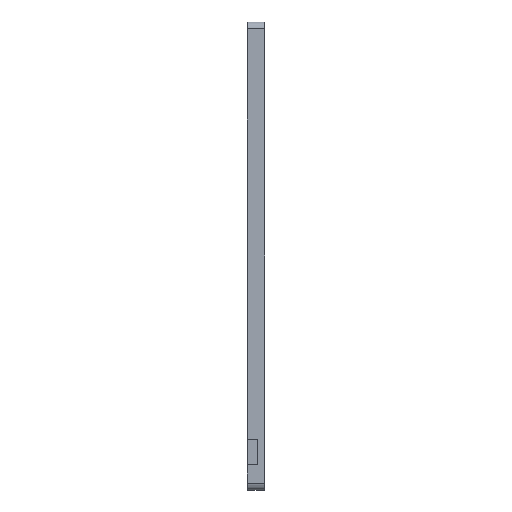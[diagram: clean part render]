
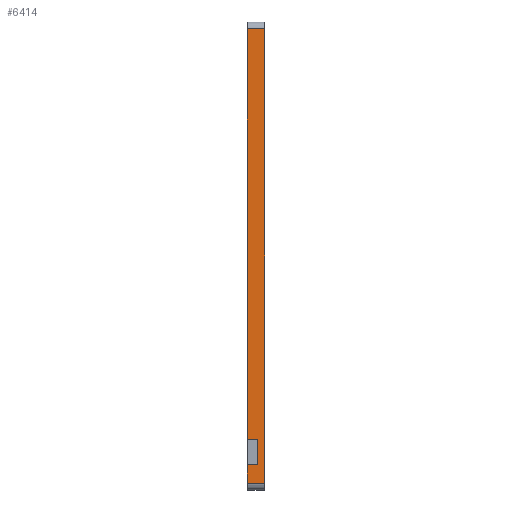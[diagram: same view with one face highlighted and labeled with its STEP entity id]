
A CAD part, left-side view. The second image highlights one B-rep face of the part: STEP entity #6414.
In plain terms, the highlighted planar face has unit normal (-1, 0, 0).
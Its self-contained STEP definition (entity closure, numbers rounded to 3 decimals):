
#1091=FACE_OUTER_BOUND('',#1458,.T.);
#1458=EDGE_LOOP('',(#5792,#5793,#5794,#5795,#5796,#5797,#5798,#5799));
#1472=LINE('',#8746,#2033);
#1478=LINE('',#8758,#2039);
#1480=LINE('',#8761,#2041);
#1486=LINE('',#8773,#2047);
#1490=LINE('',#8788,#2051);
#1614=LINE('',#9670,#2175);
#2017=LINE('',#10953,#2578);
#2018=LINE('',#10957,#2579);
#2033=VECTOR('',#7028,10.);
#2039=VECTOR('',#7036,10.);
#2041=VECTOR('',#7040,10.);
#2047=VECTOR('',#7048,10.);
#2051=VECTOR('',#7060,10.);
#2175=VECTOR('',#7268,10.);
#2578=VECTOR('',#8667,10.);
#2579=VECTOR('',#8674,10.);
#2593=VERTEX_POINT('',#8742);
#2595=VERTEX_POINT('',#8745);
#2598=VERTEX_POINT('',#8752);
#2600=VERTEX_POINT('',#8756);
#2605=VERTEX_POINT('',#8772);
#2612=VERTEX_POINT('',#8786);
#2746=VERTEX_POINT('',#9656);
#2752=VERTEX_POINT('',#9668);
#3146=EDGE_CURVE('',#2595,#2593,#1472,.T.);
#3152=EDGE_CURVE('',#2598,#2600,#1478,.T.);
#3154=EDGE_CURVE('',#2600,#2595,#1480,.T.);
#3160=EDGE_CURVE('',#2605,#2598,#1486,.T.);
#3168=EDGE_CURVE('',#2593,#2612,#1490,.T.);
#3372=EDGE_CURVE('',#2752,#2746,#1614,.T.);
#4015=EDGE_CURVE('',#2746,#2612,#2017,.T.);
#4016=EDGE_CURVE('',#2605,#2752,#2018,.T.);
#5792=ORIENTED_EDGE('',*,*,#3146,.T.);
#5793=ORIENTED_EDGE('',*,*,#3168,.T.);
#5794=ORIENTED_EDGE('',*,*,#4015,.F.);
#5795=ORIENTED_EDGE('',*,*,#3372,.F.);
#5796=ORIENTED_EDGE('',*,*,#4016,.F.);
#5797=ORIENTED_EDGE('',*,*,#3160,.T.);
#5798=ORIENTED_EDGE('',*,*,#3152,.T.);
#5799=ORIENTED_EDGE('',*,*,#3154,.T.);
#6065=PLANE('',#7010);
#6414=ADVANCED_FACE('',(#1091),#6065,.T.);
#7010=AXIS2_PLACEMENT_3D('',#10986,#8710,#8711);
#7028=DIRECTION('',(0.,1.,0.));
#7036=DIRECTION('',(0.,-1.,0.));
#7040=DIRECTION('',(0.,0.,-1.));
#7048=DIRECTION('',(0.,0.,-1.));
#7060=DIRECTION('',(0.,0.,-1.));
#7268=DIRECTION('',(0.,0.,-1.));
#8667=DIRECTION('',(0.,1.,0.));
#8674=DIRECTION('',(0.,-1.,0.));
#8710=DIRECTION('center_axis',(-1.,0.,0.));
#8711=DIRECTION('ref_axis',(0.,0.,1.));
#8742=CARTESIAN_POINT('',(-110.47,13.,-310.43));
#8745=CARTESIAN_POINT('',(-110.47,5.5,-310.43));
#8746=CARTESIAN_POINT('',(-110.47,6.5,-310.43));
#8752=CARTESIAN_POINT('',(-110.47,13.,-291.93));
#8756=CARTESIAN_POINT('',(-110.47,5.5,-291.93));
#8758=CARTESIAN_POINT('',(-110.47,6.5,-291.93));
#8761=CARTESIAN_POINT('',(-110.47,5.5,-313.48));
#8772=CARTESIAN_POINT('',(-110.47,13.,8.));
#8773=CARTESIAN_POINT('',(-110.47,13.,-325.78));
#8786=CARTESIAN_POINT('',(-110.47,13.,-323.78));
#8788=CARTESIAN_POINT('',(-110.47,13.,-325.78));
#9656=CARTESIAN_POINT('',(-110.47,0.,-323.78));
#9668=CARTESIAN_POINT('',(-110.47,0.,8.));
#9670=CARTESIAN_POINT('',(-110.47,0.,-325.78));
#10953=CARTESIAN_POINT('',(-110.47,3.25,-323.78));
#10957=CARTESIAN_POINT('',(-110.47,3.25,8.));
#10986=CARTESIAN_POINT('Origin',(-110.47,0.,-325.78));
